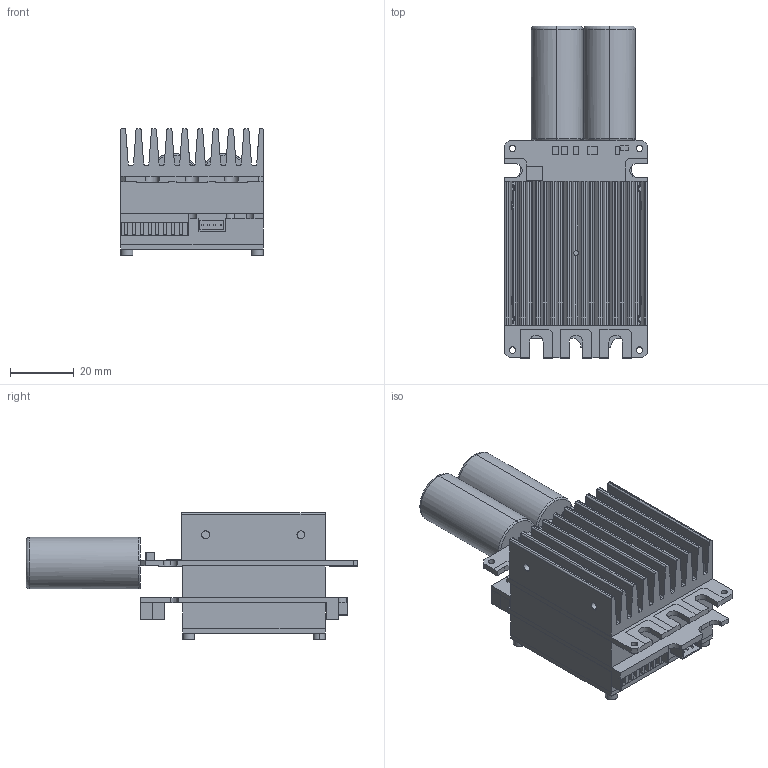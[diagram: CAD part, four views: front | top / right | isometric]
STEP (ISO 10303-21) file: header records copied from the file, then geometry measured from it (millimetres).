
FILE_DESCRIPTION (( 'STEP AP214' ), '1' );
FILE_NAME ('HBCi 10063-3.STEP', '2021-01-27T16:58:18', ( '' ), ( '' ), 'SwSTEP 2.0', 'SolidWorks 2020', '' );
FILE_SCHEMA (( 'AUTOMOTIVE_DESIGN' ));
Length unit declared in the file: millimetre
Products named in the file (8): Cooler; Cover_buttom; Control_board; HBCi 10063-3; ISO 4762 M2 x 20 - 20N_ISO 4762 M2 x 20 - 20N; Cover_top; main_board; Top cover
Assembly tree (10 placements, depth 2):
  HBCi 10063-3
    main_board
    Cover_buttom
    Cover_top
    Top cover
    Cooler
    Control_board
    ISO 4762 M2 x 20 - 20N_ISO 4762 M2 x 20 - 20N  x4
Bounding box: 45 x 104.5 x 39.9 mm (x, y, z)
Volume: 53253.6 mm3; surface area: 46051.5 mm2
Topology: 10 solids, 10 shells, 909 faces, 2402 edges, 1567 vertices
Faces by surface type: plane 633, cylinder 123, bspline 105, torus 26, cone 22
Entity records: 34023 total; most frequent: CARTESIAN_POINT 6272, ORIENTED_EDGE 4444, DIRECTION 3670, EDGE_CURVE 2222, LINE 1694, VECTOR 1694, VERTEX_POINT 1468, AXIS2_PLACEMENT_3D 988
